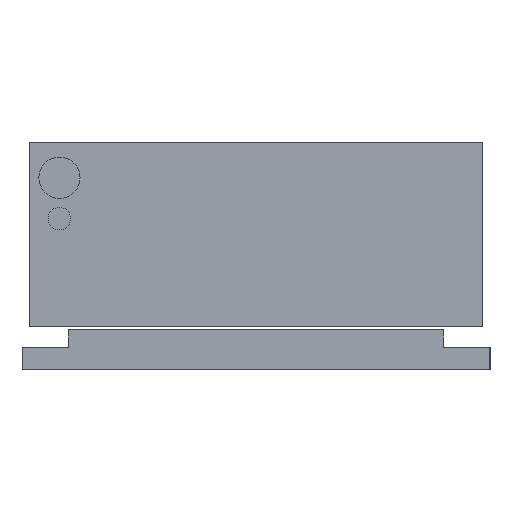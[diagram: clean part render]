
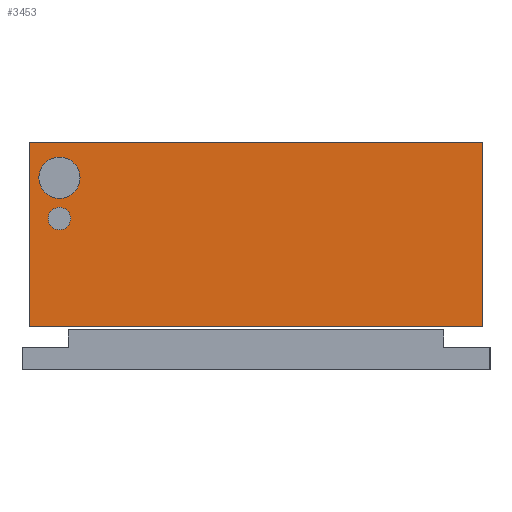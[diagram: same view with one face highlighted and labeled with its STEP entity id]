
A CAD part, left-side view. The second image highlights one B-rep face of the part: STEP entity #3453.
In plain terms, the highlighted planar face has unit normal (-1, 0, 0).
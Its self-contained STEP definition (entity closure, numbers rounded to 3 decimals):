
#225 = DIRECTION ( 'NONE',  ( 1., 0., 0. ) ) ;
#232 = ORIENTED_EDGE ( 'NONE', *, *, #599, .F. ) ;
#247 = FACE_BOUND ( 'NONE', #2953, .T. ) ;
#344 = CARTESIAN_POINT ( 'NONE',  ( -98., 60.5, 49.3 ) ) ;
#364 = CARTESIAN_POINT ( 'NONE',  ( -98., -60.5, 49.3 ) ) ;
#425 = DIRECTION ( 'NONE',  ( 0., 0., -1. ) ) ;
#529 = DIRECTION ( 'NONE',  ( -1., 0., 0. ) ) ;
#540 = PLANE ( 'NONE',  #1472 ) ;
#599 = EDGE_CURVE ( 'NONE', #3685, #2026, #3743, .T. ) ;
#615 = CARTESIAN_POINT ( 'NONE',  ( -98., -52.5, 20.4 ) ) ;
#672 = VERTEX_POINT ( 'NONE', #3538 ) ;
#676 = DIRECTION ( 'NONE',  ( 0., 0., -1. ) ) ;
#678 = CARTESIAN_POINT ( 'NONE',  ( -98., -52.5, 23.4 ) ) ;
#883 = AXIS2_PLACEMENT_3D ( 'NONE', #3244, #529, #2952 ) ;
#903 = CARTESIAN_POINT ( 'NONE',  ( -98., -52.5, 20.4 ) ) ;
#920 = VERTEX_POINT ( 'NONE', #3898 ) ;
#940 = FACE_BOUND ( 'NONE', #1661, .T. ) ;
#1008 = CARTESIAN_POINT ( 'NONE',  ( -98., -60.5, 49.3 ) ) ;
#1116 = AXIS2_PLACEMENT_3D ( 'NONE', #615, #1946, #2841 ) ;
#1355 = AXIS2_PLACEMENT_3D ( 'NONE', #3491, #3157, #3548 ) ;
#1382 = EDGE_CURVE ( 'NONE', #2931, #920, #3127, .T. ) ;
#1472 = AXIS2_PLACEMENT_3D ( 'NONE', #2280, #225, #1851 ) ;
#1500 = CIRCLE ( 'NONE', #3866, 3. ) ;
#1512 = ORIENTED_EDGE ( 'NONE', *, *, #1782, .T. ) ;
#1575 = VERTEX_POINT ( 'NONE', #2380 ) ;
#1652 = EDGE_CURVE ( 'NONE', #1575, #2026, #4006, .T. ) ;
#1661 = EDGE_LOOP ( 'NONE', ( #2121, #2579 ) ) ;
#1782 = EDGE_CURVE ( 'NONE', #1884, #1575, #3137, .T. ) ;
#1836 = CARTESIAN_POINT ( 'NONE',  ( -98., 60.5, 49.3 ) ) ;
#1851 = DIRECTION ( 'NONE',  ( 0., 1., 0. ) ) ;
#1884 = VERTEX_POINT ( 'NONE', #2195 ) ;
#1924 = EDGE_LOOP ( 'NONE', ( #2362, #232, #2385, #1512 ) ) ;
#1946 = DIRECTION ( 'NONE',  ( -1., 0., 0. ) ) ;
#1967 = EDGE_CURVE ( 'NONE', #2714, #672, #2507, .T. ) ;
#1978 = DIRECTION ( 'NONE',  ( 0., -1., 0. ) ) ;
#2026 = VERTEX_POINT ( 'NONE', #3383 ) ;
#2121 = ORIENTED_EDGE ( 'NONE', *, *, #1382, .F. ) ;
#2195 = CARTESIAN_POINT ( 'NONE',  ( -98., 60.5, 49.3 ) ) ;
#2280 = CARTESIAN_POINT ( 'NONE',  ( -98., 60.5, 49.3 ) ) ;
#2337 = DIRECTION ( 'NONE',  ( 0., 1., 0. ) ) ;
#2362 = ORIENTED_EDGE ( 'NONE', *, *, #1652, .T. ) ;
#2380 = CARTESIAN_POINT ( 'NONE',  ( -98., 60.5, 0. ) ) ;
#2385 = ORIENTED_EDGE ( 'NONE', *, *, #2770, .F. ) ;
#2507 = CIRCLE ( 'NONE', #1116, 3. ) ;
#2579 = ORIENTED_EDGE ( 'NONE', *, *, #3370, .F. ) ;
#2580 = DIRECTION ( 'NONE',  ( -1., 0., 0. ) ) ;
#2649 = CARTESIAN_POINT ( 'NONE',  ( -98., 60.5, 0. ) ) ;
#2660 = LINE ( 'NONE', #344, #4014 ) ;
#2714 = VERTEX_POINT ( 'NONE', #678 ) ;
#2770 = EDGE_CURVE ( 'NONE', #1884, #3685, #2660, .T. ) ;
#2841 = DIRECTION ( 'NONE',  ( 0., 1., 0. ) ) ;
#2931 = VERTEX_POINT ( 'NONE', #3424 ) ;
#2952 = DIRECTION ( 'NONE',  ( 0., 1., 0. ) ) ;
#2953 = EDGE_LOOP ( 'NONE', ( #3908, #3771 ) ) ;
#3009 = EDGE_CURVE ( 'NONE', #672, #2714, #1500, .T. ) ;
#3059 = DIRECTION ( 'NONE',  ( 0., -1., 0. ) ) ;
#3127 = CIRCLE ( 'NONE', #883, 5.5 ) ;
#3137 = LINE ( 'NONE', #1836, #3988 ) ;
#3157 = DIRECTION ( 'NONE',  ( -1., 0., 0. ) ) ;
#3244 = CARTESIAN_POINT ( 'NONE',  ( -98., -52.5, 9.5 ) ) ;
#3355 = VECTOR ( 'NONE', #676, 1000. ) ;
#3370 = EDGE_CURVE ( 'NONE', #920, #2931, #3930, .T. ) ;
#3383 = CARTESIAN_POINT ( 'NONE',  ( -98., -60.5, 0. ) ) ;
#3424 = CARTESIAN_POINT ( 'NONE',  ( -98., -52.5, 4. ) ) ;
#3445 = VECTOR ( 'NONE', #1978, 1000. ) ;
#3453 = ADVANCED_FACE ( 'NONE', ( #247, #940, #3928 ), #540, .F. ) ;
#3491 = CARTESIAN_POINT ( 'NONE',  ( -98., -52.5, 9.5 ) ) ;
#3538 = CARTESIAN_POINT ( 'NONE',  ( -98., -52.5, 17.4 ) ) ;
#3548 = DIRECTION ( 'NONE',  ( 0., 1., 0. ) ) ;
#3685 = VERTEX_POINT ( 'NONE', #1008 ) ;
#3743 = LINE ( 'NONE', #364, #3355 ) ;
#3771 = ORIENTED_EDGE ( 'NONE', *, *, #1967, .F. ) ;
#3866 = AXIS2_PLACEMENT_3D ( 'NONE', #903, #2580, #2337 ) ;
#3898 = CARTESIAN_POINT ( 'NONE',  ( -98., -52.5, 15. ) ) ;
#3908 = ORIENTED_EDGE ( 'NONE', *, *, #3009, .F. ) ;
#3928 = FACE_OUTER_BOUND ( 'NONE', #1924, .T. ) ;
#3930 = CIRCLE ( 'NONE', #1355, 5.5 ) ;
#3988 = VECTOR ( 'NONE', #425, 1000. ) ;
#4006 = LINE ( 'NONE', #2649, #3445 ) ;
#4014 = VECTOR ( 'NONE', #3059, 1000. ) ;
